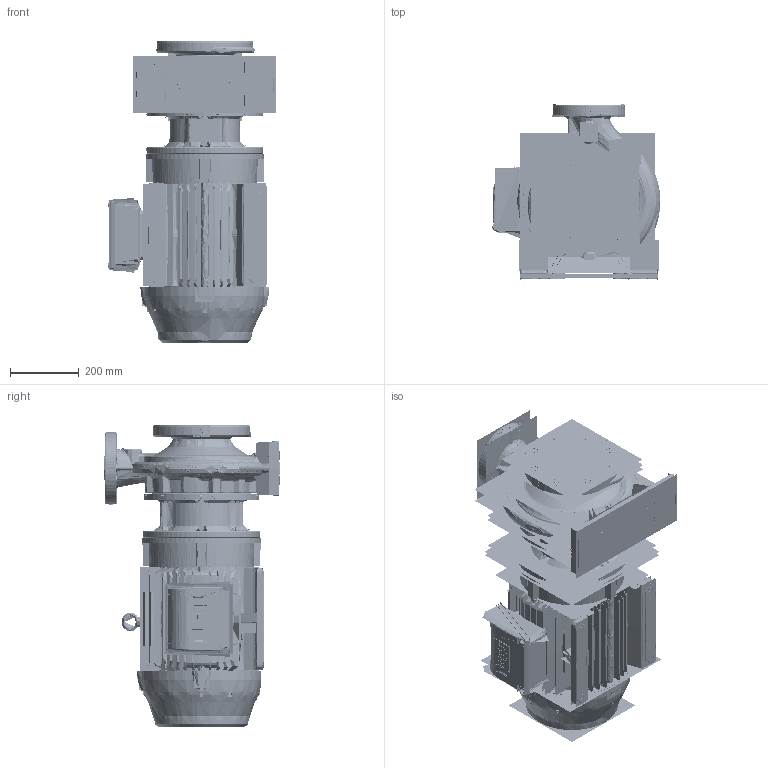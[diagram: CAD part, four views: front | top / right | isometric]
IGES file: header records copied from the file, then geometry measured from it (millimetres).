
Start section:  PTC IGES file: 87233765-00_asm.igs
Global section: file name: 87233765-00_asm.igs; native system: Creo Parametric by PTC Inc.; preprocessor: 2019224; author: santl04; organization: Unknown; date: 20210218.141159; units: millimetre
Bounding box: 490.75 x 510.39 x 876.97 mm (x, y, z)
Volume: 98918152.1 mm3; surface area: 54212994.6 mm2
Topology: 7 solids, 26 shells, 12590 faces, 69876 edges, 92014 vertices
Faces by surface type: bspline 8612, revolution 3958, extrusion 20
